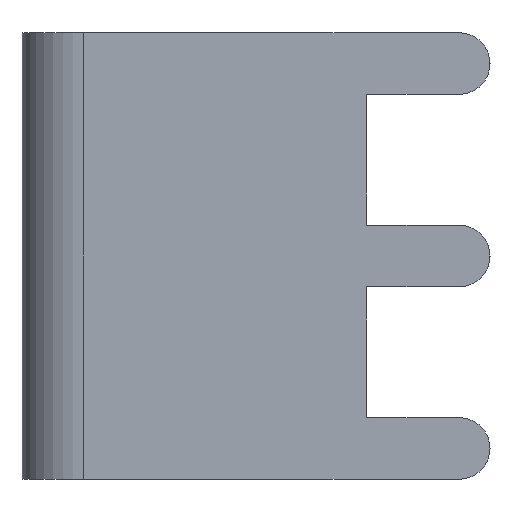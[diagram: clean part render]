
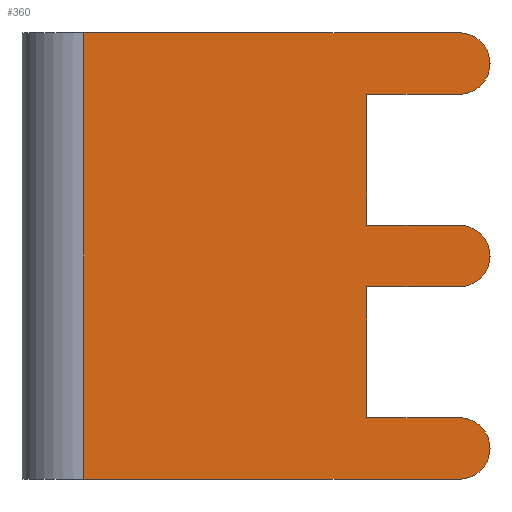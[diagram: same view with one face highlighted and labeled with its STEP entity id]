
A CAD part, left-side view. The second image highlights one B-rep face of the part: STEP entity #360.
In plain terms, the highlighted planar face has unit normal (-1, 0, 0).
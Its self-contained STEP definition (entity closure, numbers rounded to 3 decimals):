
#74 = VERTEX_POINT('',#75);
#75 = CARTESIAN_POINT('',(-13.,13.2,0.));
#82 = EDGE_CURVE('',#74,#83,#85,.T.);
#83 = VERTEX_POINT('',#84);
#84 = CARTESIAN_POINT('',(-13.,1.,0.));
#85 = LINE('',#86,#87);
#86 = CARTESIAN_POINT('',(-13.,15.2,0.));
#87 = VECTOR('',#88,1.);
#88 = DIRECTION('',(0.,-1.,0.));
#339 = EDGE_CURVE('',#83,#340,#342,.T.);
#340 = VERTEX_POINT('',#341);
#341 = CARTESIAN_POINT('',(-13.,0.,1.));
#342 = CIRCLE('',#343,1.);
#343 = AXIS2_PLACEMENT_3D('',#344,#345,#346);
#344 = CARTESIAN_POINT('',(-13.,1.,1.));
#345 = DIRECTION('',(-1.,0.,0.));
#346 = DIRECTION('',(0.,-1.,0.));
#360 = ADVANCED_FACE('',(#361),#472,.F.);
#361 = FACE_BOUND('',#362,.F.);
#362 = EDGE_LOOP('',(#363,#364,#372,#380,#389,#398,#406,#414,#422,#431,
    #440,#448,#456,#464,#471));
#363 = ORIENTED_EDGE('',*,*,#82,.F.);
#364 = ORIENTED_EDGE('',*,*,#365,.T.);
#365 = EDGE_CURVE('',#74,#366,#368,.T.);
#366 = VERTEX_POINT('',#367);
#367 = CARTESIAN_POINT('',(-13.,13.2,14.5));
#368 = LINE('',#369,#370);
#369 = CARTESIAN_POINT('',(-13.,13.2,0.));
#370 = VECTOR('',#371,1.);
#371 = DIRECTION('',(0.,0.,1.));
#372 = ORIENTED_EDGE('',*,*,#373,.T.);
#373 = EDGE_CURVE('',#366,#374,#376,.T.);
#374 = VERTEX_POINT('',#375);
#375 = CARTESIAN_POINT('',(-13.,1.,14.5));
#376 = LINE('',#377,#378);
#377 = CARTESIAN_POINT('',(-13.,15.2,14.5));
#378 = VECTOR('',#379,1.);
#379 = DIRECTION('',(0.,-1.,0.));
#380 = ORIENTED_EDGE('',*,*,#381,.F.);
#381 = EDGE_CURVE('',#382,#374,#384,.T.);
#382 = VERTEX_POINT('',#383);
#383 = CARTESIAN_POINT('',(-13.,0.,13.5));
#384 = CIRCLE('',#385,1.);
#385 = AXIS2_PLACEMENT_3D('',#386,#387,#388);
#386 = CARTESIAN_POINT('',(-13.,1.,13.5));
#387 = DIRECTION('',(-1.,0.,0.));
#388 = DIRECTION('',(0.,-1.,0.));
#389 = ORIENTED_EDGE('',*,*,#390,.F.);
#390 = EDGE_CURVE('',#391,#382,#393,.T.);
#391 = VERTEX_POINT('',#392);
#392 = CARTESIAN_POINT('',(-13.,1.,12.5));
#393 = CIRCLE('',#394,1.);
#394 = AXIS2_PLACEMENT_3D('',#395,#396,#397);
#395 = CARTESIAN_POINT('',(-13.,1.,13.5));
#396 = DIRECTION('',(-1.,0.,0.));
#397 = DIRECTION('',(0.,-1.,0.));
#398 = ORIENTED_EDGE('',*,*,#399,.F.);
#399 = EDGE_CURVE('',#400,#391,#402,.T.);
#400 = VERTEX_POINT('',#401);
#401 = CARTESIAN_POINT('',(-13.,4.,12.5));
#402 = LINE('',#403,#404);
#403 = CARTESIAN_POINT('',(-13.,9.6,12.5));
#404 = VECTOR('',#405,1.);
#405 = DIRECTION('',(0.,-1.,0.));
#406 = ORIENTED_EDGE('',*,*,#407,.F.);
#407 = EDGE_CURVE('',#408,#400,#410,.T.);
#408 = VERTEX_POINT('',#409);
#409 = CARTESIAN_POINT('',(-13.,4.,8.25));
#410 = LINE('',#411,#412);
#411 = CARTESIAN_POINT('',(-13.,4.,4.125));
#412 = VECTOR('',#413,1.);
#413 = DIRECTION('',(0.,0.,1.));
#414 = ORIENTED_EDGE('',*,*,#415,.F.);
#415 = EDGE_CURVE('',#416,#408,#418,.T.);
#416 = VERTEX_POINT('',#417);
#417 = CARTESIAN_POINT('',(-13.,1.,8.25));
#418 = LINE('',#419,#420);
#419 = CARTESIAN_POINT('',(-13.,7.6,8.25));
#420 = VECTOR('',#421,1.);
#421 = DIRECTION('',(0.,1.,0.));
#422 = ORIENTED_EDGE('',*,*,#423,.F.);
#423 = EDGE_CURVE('',#424,#416,#426,.T.);
#424 = VERTEX_POINT('',#425);
#425 = CARTESIAN_POINT('',(-13.,0.,7.25));
#426 = CIRCLE('',#427,1.);
#427 = AXIS2_PLACEMENT_3D('',#428,#429,#430);
#428 = CARTESIAN_POINT('',(-13.,1.,7.25));
#429 = DIRECTION('',(-1.,0.,0.));
#430 = DIRECTION('',(0.,-1.,0.));
#431 = ORIENTED_EDGE('',*,*,#432,.F.);
#432 = EDGE_CURVE('',#433,#424,#435,.T.);
#433 = VERTEX_POINT('',#434);
#434 = CARTESIAN_POINT('',(-13.,1.,6.25));
#435 = CIRCLE('',#436,1.);
#436 = AXIS2_PLACEMENT_3D('',#437,#438,#439);
#437 = CARTESIAN_POINT('',(-13.,1.,7.25));
#438 = DIRECTION('',(-1.,0.,0.));
#439 = DIRECTION('',(0.,-1.,0.));
#440 = ORIENTED_EDGE('',*,*,#441,.F.);
#441 = EDGE_CURVE('',#442,#433,#444,.T.);
#442 = VERTEX_POINT('',#443);
#443 = CARTESIAN_POINT('',(-13.,4.,6.25));
#444 = LINE('',#445,#446);
#445 = CARTESIAN_POINT('',(-13.,9.6,6.25));
#446 = VECTOR('',#447,1.);
#447 = DIRECTION('',(0.,-1.,0.));
#448 = ORIENTED_EDGE('',*,*,#449,.F.);
#449 = EDGE_CURVE('',#450,#442,#452,.T.);
#450 = VERTEX_POINT('',#451);
#451 = CARTESIAN_POINT('',(-13.,4.,2.));
#452 = LINE('',#453,#454);
#453 = CARTESIAN_POINT('',(-13.,4.,1.));
#454 = VECTOR('',#455,1.);
#455 = DIRECTION('',(0.,0.,1.));
#456 = ORIENTED_EDGE('',*,*,#457,.F.);
#457 = EDGE_CURVE('',#458,#450,#460,.T.);
#458 = VERTEX_POINT('',#459);
#459 = CARTESIAN_POINT('',(-13.,1.,2.));
#460 = LINE('',#461,#462);
#461 = CARTESIAN_POINT('',(-13.,7.6,2.));
#462 = VECTOR('',#463,1.);
#463 = DIRECTION('',(0.,1.,0.));
#464 = ORIENTED_EDGE('',*,*,#465,.F.);
#465 = EDGE_CURVE('',#340,#458,#466,.T.);
#466 = CIRCLE('',#467,1.);
#467 = AXIS2_PLACEMENT_3D('',#468,#469,#470);
#468 = CARTESIAN_POINT('',(-13.,1.,1.));
#469 = DIRECTION('',(-1.,0.,0.));
#470 = DIRECTION('',(0.,-1.,0.));
#471 = ORIENTED_EDGE('',*,*,#339,.F.);
#472 = PLANE('',#473);
#473 = AXIS2_PLACEMENT_3D('',#474,#475,#476);
#474 = CARTESIAN_POINT('',(-13.,15.2,0.));
#475 = DIRECTION('',(1.,0.,0.));
#476 = DIRECTION('',(0.,-1.,0.));
